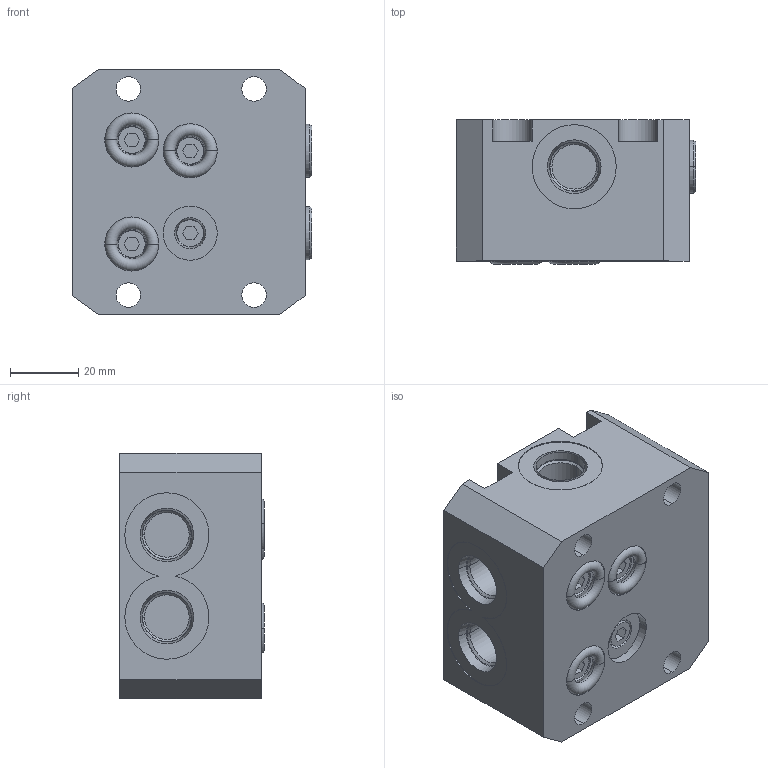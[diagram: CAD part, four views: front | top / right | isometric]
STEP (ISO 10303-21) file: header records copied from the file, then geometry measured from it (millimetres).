
FILE_DESCRIPTION((''),'2;1');
FILE_NAME('ILC70331112','2018-07-23T',('ngp'),(''),'PRO/ENGINEER BY PARAMETRIC TECHNOLOGY CORPORATION, 2013320','PRO/ENGINEER BY PARAMETRIC TECHNOLOGY CORPORATION, 2013320','');
FILE_SCHEMA(('AUTOMOTIVE_DESIGN { 1 0 10303 214 1 1 1 1 }'));
Length unit declared in the file: inch
Products named in the file (1): ILC70331112
Bounding box: 70.33 x 42.27 x 71.88 mm (x, y, z)
Volume: 179590.1 mm3; surface area: 34279.4 mm2
Topology: 4 solids, 16 shells, 227 faces, 518 edges, 334 vertices
Faces by surface type: plane 87, cylinder 84, cone 44, torus 12
Entity records: 6690 total; most frequent: DIRECTION 1232, CARTESIAN_POINT 1081, ORIENTED_EDGE 996, EDGE_CURVE 518, AXIS2_PLACEMENT_3D 486, VERTEX_POINT 334, EDGE_LOOP 272, VECTOR 260
